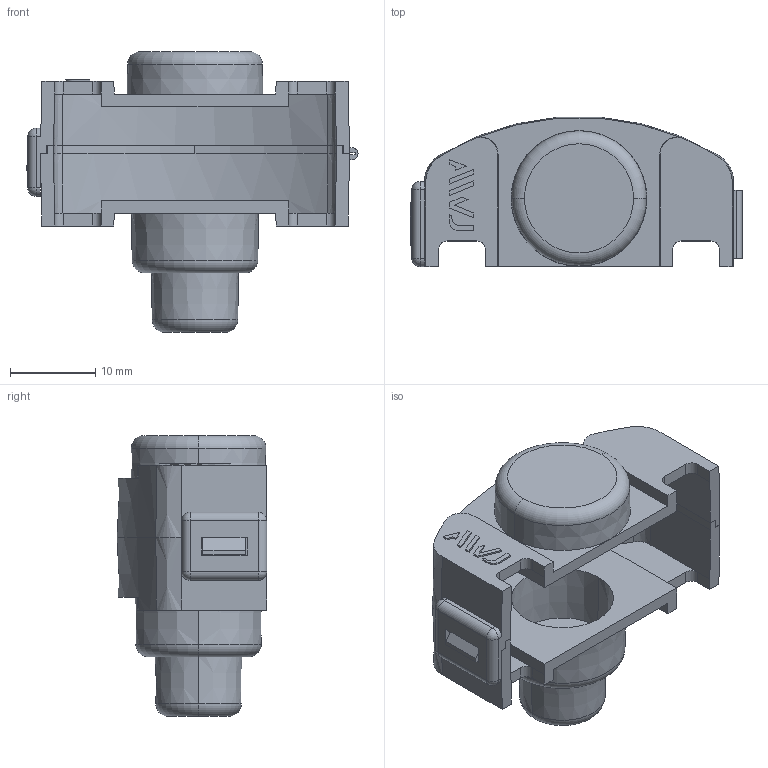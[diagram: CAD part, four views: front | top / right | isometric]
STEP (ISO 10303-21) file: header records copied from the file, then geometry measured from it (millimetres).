
FILE_DESCRIPTION(('STEP AP203'),'1');
FILE_NAME('.step','2023-06-12T07:28:49',(' '),(' '),'Spatial InterOp 3D',' ',' ');
FILE_SCHEMA(('CONFIG_CONTROL_DESIGN'));
Length unit declared in the file: millimetre
Products named in the file (1): 1
Bounding box: 39 x 17.55 x 33 mm (x, y, z)
Volume: 4001.1 mm3; surface area: 5852.3 mm2
Topology: 3 solids, 3 shells, 194 faces, 502 edges, 320 vertices
Faces by surface type: plane 124, cylinder 32, cone 20, bspline 8, torus 6, sphere 4
Entity records: 6199 total; most frequent: CARTESIAN_POINT 1427, ORIENTED_EDGE 996, DIRECTION 961, EDGE_CURVE 498, LINE 341, VECTOR 341, VERTEX_POINT 320, AXIS2_PLACEMENT_3D 310
